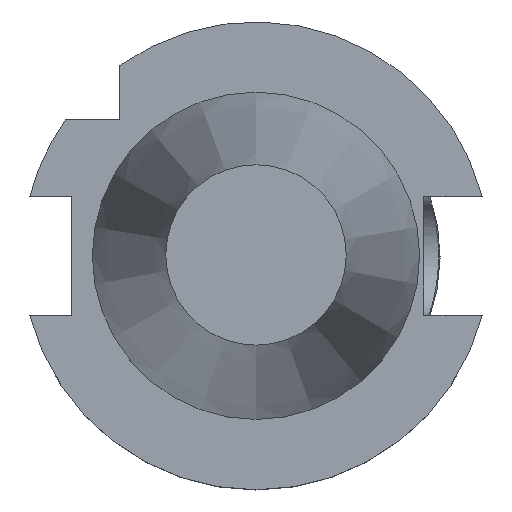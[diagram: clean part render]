
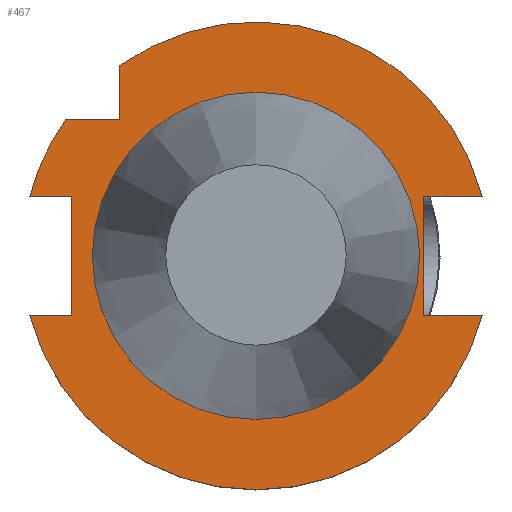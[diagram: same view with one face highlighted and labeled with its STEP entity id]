
A CAD part, top view. The second image highlights one B-rep face of the part: STEP entity #467.
In plain terms, the highlighted planar face has unit normal (0, 0, 1).
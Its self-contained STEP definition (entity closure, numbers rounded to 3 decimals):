
#218=EDGE_CURVE('240[2]',#612,#613,#614,.T.);
#276=EDGE_CURVE('240[2]',#613,#553,#700,.T.);
#304=EDGE_CURVE('240[2]',#736,#737,#738,.T.);
#319=EDGE_CURVE('240[2]',#759,#553,#760,.T.);
#321=EDGE_CURVE('240[2]',#762,#683,#763,.T.);
#323=EDGE_CURVE('240[2]',#765,#765,#766,.T.);
#375=EDGE_CURVE('240[2]',#589,#762,#834,.T.);
#392=EDGE_CURVE('240[2]',#697,#737,#856,.T.);
#396=EDGE_CURVE('240[2]',#759,#589,#861,.T.);
#398=EDGE_CURVE('240[2]',#788,#736,#863,.T.);
#431=EDGE_CURVE('240[2]',#697,#612,#902,.T.);
#461=EDGE_CURVE('240[2]',#788,#683,#938,.T.);
#467=ADVANCED_FACE('240[2]',(#945,#946),#947,.T.);
#553=VERTEX_POINT('',#1063);
#589=VERTEX_POINT('',#1120);
#612=VERTEX_POINT('',#1152);
#613=VERTEX_POINT('',#1153);
#614=LINE('',#1154,#1155);
#683=VERTEX_POINT('',#1247);
#697=VERTEX_POINT('',#1267);
#700=LINE('',#1272,#1273);
#736=VERTEX_POINT('',#1331);
#737=VERTEX_POINT('',#1332);
#738=LINE('',#1333,#1334);
#759=VERTEX_POINT('',#1374);
#760=CIRCLE('',#1375,31.775);
#762=VERTEX_POINT('',#1378);
#763=LINE('',#1379,#1380);
#765=VERTEX_POINT('',#1383);
#766=CIRCLE('',#1384,22.225);
#788=VERTEX_POINT('',#1424);
#834=LINE('',#1498,#1499);
#856=CIRCLE('',#1548,31.775);
#861=LINE('',#1597,#1598);
#863=LINE('',#1601,#1602);
#902=LINE('',#1728,#1729);
#938=CIRCLE('',#1837,31.775);
#945=FACE_BOUND('',#1846,.T.);
#946=FACE_OUTER_BOUND('',#1847,.T.);
#947=PLANE('',#1848);
#1063=CARTESIAN_POINT('',(-30.738,-8.05,-3.2));
#1120=CARTESIAN_POINT('',(22.8,-8.05,-3.2));
#1152=CARTESIAN_POINT('',(-25.0,8.05,-3.2));
#1153=CARTESIAN_POINT('',(-25.,-8.05,-3.2));
#1154=CARTESIAN_POINT('',(-25.0,13.5,-3.2));
#1155=VECTOR('',#2027,1.0);
#1247=CARTESIAN_POINT('',(30.738,8.05,-3.2));
#1267=CARTESIAN_POINT('',(-30.738,8.05,-3.2));
#1272=CARTESIAN_POINT('',(-14.575,-8.05,-3.2));
#1273=VECTOR('',#2137,1.0);
#1331=CARTESIAN_POINT('',(-18.5,18.5,-3.2));
#1332=CARTESIAN_POINT('',(-25.834,18.5,-3.2));
#1333=CARTESIAN_POINT('',(-11.833,18.5,-3.2));
#1334=VECTOR('',#2201,1.0);
#1374=CARTESIAN_POINT('',(30.738,-8.05,-3.2));
#1375=AXIS2_PLACEMENT_3D('',#2216,#2217,#2218);
#1378=CARTESIAN_POINT('',(22.8,8.05,-3.2));
#1379=CARTESIAN_POINT('',(14.025,8.05,-3.2));
#1380=VECTOR('',#2219,1.0);
#1383=CARTESIAN_POINT('',(0.,22.225,-3.2));
#1384=AXIS2_PLACEMENT_3D('',#2220,#2221,#2222);
#1424=CARTESIAN_POINT('',(-18.5,25.834,-3.2));
#1498=CARTESIAN_POINT('',(22.8,13.5,-3.2));
#1499=VECTOR('',#2318,1.0);
#1548=AXIS2_PLACEMENT_3D('',#2343,#2344,#2345);
#1597=CARTESIAN_POINT('',(14.025,-8.05,-3.2));
#1598=VECTOR('',#2346,1.0);
#1601=CARTESIAN_POINT('',(-18.5,25.333,-3.2));
#1602=VECTOR('',#2347,1.0);
#1728=CARTESIAN_POINT('',(-14.575,8.05,-3.2));
#1729=VECTOR('',#2386,1.0);
#1837=AXIS2_PLACEMENT_3D('',#2426,#2427,#2428);
#1846=EDGE_LOOP('',(#2438));
#1847=EDGE_LOOP('',(#2439,#2440,#2441,#2442,#2443,#2444,#2445,#2446,#2447,#2448,#2449));
#1848=AXIS2_PLACEMENT_3D('',#2450,#2451,#2452);
#2027=DIRECTION('',(0.,-1.0,0.));
#2137=DIRECTION('',(-1.0,0.,0.));
#2201=DIRECTION('',(-1.0,0.,0.));
#2216=CARTESIAN_POINT('',(0.,0.,-3.2));
#2217=DIRECTION('',(0.,0.,-1.0));
#2218=DIRECTION('',(0.,1.0,0.));
#2219=DIRECTION('',(1.0,0.0,0.));
#2220=CARTESIAN_POINT('',(0.,0.,-3.2));
#2221=DIRECTION('',(0.,0.,-1.0));
#2222=DIRECTION('',(0.,1.0,0.));
#2318=DIRECTION('',(0.,1.0,0.));
#2343=CARTESIAN_POINT('',(0.,0.,-3.2));
#2344=DIRECTION('',(0.,0.,-1.0));
#2345=DIRECTION('',(0.,1.0,0.));
#2346=DIRECTION('',(-1.0,0.,0.));
#2347=DIRECTION('',(0.,-1.0,0.));
#2386=DIRECTION('',(1.0,0.,0.));
#2426=CARTESIAN_POINT('',(0.,0.,-3.2));
#2427=DIRECTION('',(0.,0.,-1.0));
#2428=DIRECTION('',(0.,1.0,0.));
#2438=ORIENTED_EDGE('',*,*,#323,.T.);
#2439=ORIENTED_EDGE('',*,*,#398,.T.);
#2440=ORIENTED_EDGE('',*,*,#304,.T.);
#2441=ORIENTED_EDGE('',*,*,#392,.F.);
#2442=ORIENTED_EDGE('',*,*,#431,.T.);
#2443=ORIENTED_EDGE('',*,*,#218,.T.);
#2444=ORIENTED_EDGE('',*,*,#276,.T.);
#2445=ORIENTED_EDGE('',*,*,#319,.F.);
#2446=ORIENTED_EDGE('',*,*,#396,.T.);
#2447=ORIENTED_EDGE('',*,*,#375,.T.);
#2448=ORIENTED_EDGE('',*,*,#321,.T.);
#2449=ORIENTED_EDGE('',*,*,#461,.F.);
#2450=CARTESIAN_POINT('',(0.,27.0,-3.2));
#2451=DIRECTION('',(0.,0.,1.0));
#2452=DIRECTION('',(0.,-1.0,0.));
